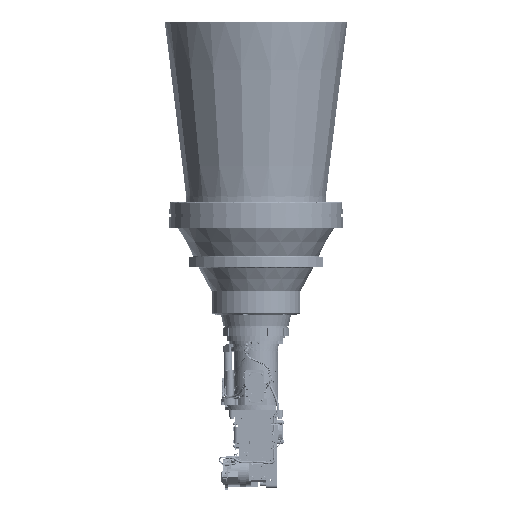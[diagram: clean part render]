
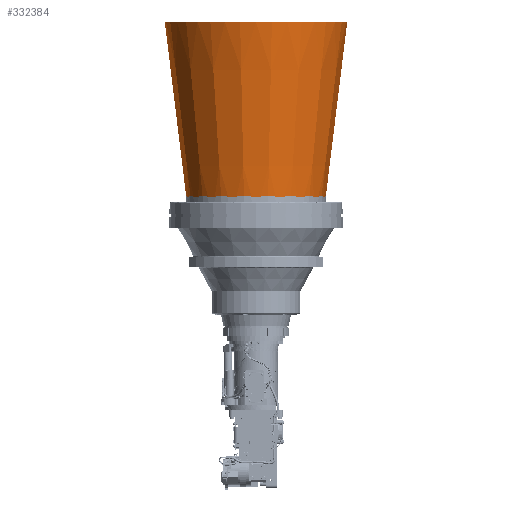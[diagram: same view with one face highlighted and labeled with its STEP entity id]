
A CAD part, left-side view. The second image highlights one B-rep face of the part: STEP entity #332384.
In plain terms, the highlighted conical face has half-angle 7 degrees and reference radius 150.745 mm.
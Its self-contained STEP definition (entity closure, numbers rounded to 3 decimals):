
#648 = CARTESIAN_POINT ( 'NONE',  ( 0., 0., 641.618 ) ) ;
#5487 = CARTESIAN_POINT ( 'NONE',  ( 0., 111.833, 324.709 ) ) ;
#36198 = VERTEX_POINT ( 'NONE', #5487 ) ;
#71652 = CIRCLE ( 'NONE', #287307, 150.745 ) ;
#94739 = DIRECTION ( 'NONE',  ( 0., 0., 1. ) ) ;
#118087 = CARTESIAN_POINT ( 'NONE',  ( 0., 0., 324.709 ) ) ;
#140102 = EDGE_LOOP ( 'NONE', ( #397812 ) ) ;
#146431 = DIRECTION ( 'NONE',  ( 0., 0., -1. ) ) ;
#160216 = DIRECTION ( 'NONE',  ( 0., -1., 0. ) ) ;
#164318 = AXIS2_PLACEMENT_3D ( 'NONE', #118087, #306378, #216300 ) ;
#171382 = ORIENTED_EDGE ( 'NONE', *, *, #315532, .T. ) ;
#171639 = EDGE_CURVE ( 'NONE', #36198, #36198, #229532, .T. ) ;
#188848 = CARTESIAN_POINT ( 'NONE',  ( 0., 150.745, 641.618 ) ) ;
#216300 = DIRECTION ( 'NONE',  ( 0., 1., 0. ) ) ;
#229532 = CIRCLE ( 'NONE', #164318, 111.833 ) ;
#254362 = FACE_OUTER_BOUND ( 'NONE', #375202, .T. ) ;
#266904 = CONICAL_SURFACE ( 'NONE', #404166, 150.745, 0.122 ) ;
#281044 = FACE_BOUND ( 'NONE', #140102, .T. ) ;
#287307 = AXIS2_PLACEMENT_3D ( 'NONE', #347787, #146431, #396106 ) ;
#306378 = DIRECTION ( 'NONE',  ( 0., 0., -1. ) ) ;
#315532 = EDGE_CURVE ( 'NONE', #342299, #342299, #71652, .T. ) ;
#332384 = ADVANCED_FACE ( 'NONE', ( #281044, #254362 ), #266904, .T. ) ;
#342299 = VERTEX_POINT ( 'NONE', #188848 ) ;
#347787 = CARTESIAN_POINT ( 'NONE',  ( 0., 0., 641.618 ) ) ;
#375202 = EDGE_LOOP ( 'NONE', ( #171382 ) ) ;
#396106 = DIRECTION ( 'NONE',  ( 0., 1., 0. ) ) ;
#397812 = ORIENTED_EDGE ( 'NONE', *, *, #171639, .F. ) ;
#404166 = AXIS2_PLACEMENT_3D ( 'NONE', #648, #94739, #160216 ) ;
